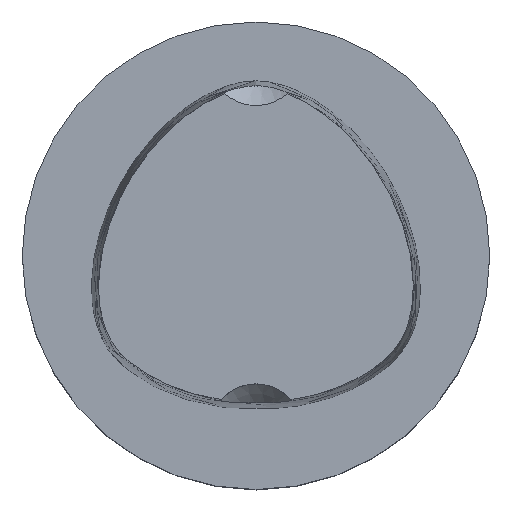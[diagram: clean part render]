
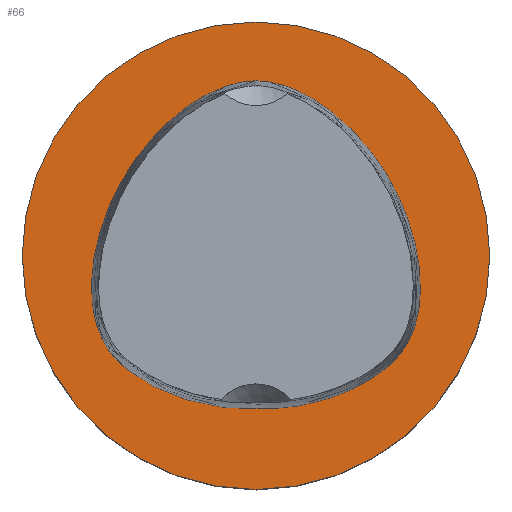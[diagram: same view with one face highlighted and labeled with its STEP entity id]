
A CAD part, top view. The second image highlights one B-rep face of the part: STEP entity #66.
In plain terms, the highlighted planar face has unit normal (0, 0, 1).
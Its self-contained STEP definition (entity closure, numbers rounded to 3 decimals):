
#60=EDGE_CURVE('240[2]',#162,#163,#164,.T.);
#66=ADVANCED_FACE('240[2]',(#172,#173),#174,.T.);
#79=EDGE_CURVE('240[2]',#163,#162,#194,.T.);
#124=EDGE_CURVE('240[2]',#255,#255,#256,.T.);
#162=VERTEX_POINT('',#291);
#163=VERTEX_POINT('',#292);
#164=B_SPLINE_CURVE_WITH_KNOTS('',3,(#293,#294,#295,#296,#297,#298,#299,#300,#301,#302,#303,#304,#305,#306,#307,#308,#309,#310,#311,#312,#313,#314,#315,#316,#317,#318,#319,#320,#321,#322,#323,#324,#325,#326,#327,#328,#329,#330,#331,#332,#333,#334,#335,#336,#337,#338,#339,#340),.UNSPECIFIED.,.T.,.F.,(4,2,2,2,2,2,2,2,2,2,2,2,2,2,2,2,2,2,2,2,2,2,2,4),(0.0,8.064,13.338,19.116,26.956,35.888,47.749,61.575,69.766,76.743,83.94,94.795,99.677,102.111,104.611,111.248,115.357,117.334,118.818,120.953,123.936,127.346,132.208,137.485),.UNSPECIFIED.);
#172=FACE_BOUND('',#350,.T.);
#173=FACE_OUTER_BOUND('',#351,.T.);
#174=PLANE('',#352);
#194=B_SPLINE_CURVE_WITH_KNOTS('',3,(#377,#378,#379,#380,#381,#382,#383,#384,#385,#386,#387,#388,#389,#390,#391,#392,#393,#394,#395,#396,#397,#398,#399,#400,#401,#402,#403,#404,#405,#406,#407,#408,#409,#410,#411,#412,#413,#414,#415,#416,#417,#418,#419,#420,#421,#422,#423,#424),.UNSPECIFIED.,.T.,.F.,(4,2,2,2,2,2,2,2,2,2,2,2,2,2,2,2,2,2,2,2,2,2,2,4),(0.0,8.064,13.338,19.116,26.956,35.888,47.749,61.575,69.766,76.743,83.94,94.795,99.677,102.111,104.611,111.248,115.357,117.334,118.818,120.953,123.936,127.346,132.208,137.485),.UNSPECIFIED.);
#255=VERTEX_POINT('',#1542);
#256=CIRCLE('',#1543,20.0);
#291=CARTESIAN_POINT('',(0.,-13.059,0.0));
#292=CARTESIAN_POINT('',(0.,14.963,0.0));
#293=CARTESIAN_POINT('',(-11.186,6.943,0.));
#294=CARTESIAN_POINT('',(-9.797,9.244,0.));
#295=CARTESIAN_POINT('',(-8.03,11.176,0.));
#296=CARTESIAN_POINT('',(-4.926,13.478,0.));
#297=CARTESIAN_POINT('',(-3.623,14.178,0.));
#298=CARTESIAN_POINT('',(-0.996,15.007,0.));
#299=CARTESIAN_POINT('',(0.05,14.986,0.));
#300=CARTESIAN_POINT('',(1.358,14.871,0.));
#301=CARTESIAN_POINT('',(2.23,14.672,0.));
#302=CARTESIAN_POINT('',(4.333,13.799,0.));
#303=CARTESIAN_POINT('',(5.599,13.066,0.));
#304=CARTESIAN_POINT('',(8.654,10.518,0.));
#305=CARTESIAN_POINT('',(10.16,8.698,0.));
#306=CARTESIAN_POINT('',(12.694,4.374,0.));
#307=CARTESIAN_POINT('',(13.573,1.858,0.));
#308=CARTESIAN_POINT('',(14.109,-1.981,0.));
#309=CARTESIAN_POINT('',(14.136,-3.502,0.));
#310=CARTESIAN_POINT('',(13.633,-6.174,0.));
#311=CARTESIAN_POINT('',(13.236,-7.068,0.));
#312=CARTESIAN_POINT('',(12.26,-8.563,0.));
#313=CARTESIAN_POINT('',(11.621,-9.24,0.));
#314=CARTESIAN_POINT('',(9.535,-10.851,0.));
#315=CARTESIAN_POINT('',(8.146,-11.514,0.));
#316=CARTESIAN_POINT('',(6.318,-12.192,0.));
#317=CARTESIAN_POINT('',(5.153,-12.606,0.));
#318=CARTESIAN_POINT('',(2.499,-13.03,0.));
#319=CARTESIAN_POINT('',(1.928,-13.061,0.));
#320=CARTESIAN_POINT('',(1.014,-13.076,0.));
#321=CARTESIAN_POINT('',(0.547,-13.061,0.));
#322=CARTESIAN_POINT('',(-1.179,-13.056,0.));
#323=CARTESIAN_POINT('',(-1.869,-13.154,0.));
#324=CARTESIAN_POINT('',(-4.728,-12.657,0.));
#325=CARTESIAN_POINT('',(-5.751,-12.391,0.));
#326=CARTESIAN_POINT('',(-7.341,-11.811,0.));
#327=CARTESIAN_POINT('',(-8.053,-11.531,0.));
#328=CARTESIAN_POINT('',(-9.309,-10.878,0.));
#329=CARTESIAN_POINT('',(-9.85,-10.546,0.));
#330=CARTESIAN_POINT('',(-11.367,-9.467,0.));
#331=CARTESIAN_POINT('',(-11.759,-9.087,0.));
#332=CARTESIAN_POINT('',(-12.3,-8.524,0.));
#333=CARTESIAN_POINT('',(-12.814,-7.921,0.));
#334=CARTESIAN_POINT('',(-13.823,-5.579,0.));
#335=CARTESIAN_POINT('',(-13.994,-4.402,0.));
#336=CARTESIAN_POINT('',(-14.116,-2.06,0.));
#337=CARTESIAN_POINT('',(-13.996,-0.413,0.));
#338=CARTESIAN_POINT('',(-12.954,3.588,0.));
#339=CARTESIAN_POINT('',(-12.096,5.438,0.));
#340=CARTESIAN_POINT('',(-11.186,6.943,0.));
#350=EDGE_LOOP('',(#1615,#1616));
#351=EDGE_LOOP('',(#1617));
#352=AXIS2_PLACEMENT_3D('',#1618,#1619,#1620);
#377=CARTESIAN_POINT('',(-11.186,6.943,0.));
#378=CARTESIAN_POINT('',(-9.797,9.244,0.));
#379=CARTESIAN_POINT('',(-8.03,11.176,0.));
#380=CARTESIAN_POINT('',(-4.926,13.478,0.));
#381=CARTESIAN_POINT('',(-3.623,14.178,0.));
#382=CARTESIAN_POINT('',(-0.996,15.007,0.));
#383=CARTESIAN_POINT('',(0.05,14.986,0.));
#384=CARTESIAN_POINT('',(1.358,14.871,0.));
#385=CARTESIAN_POINT('',(2.23,14.672,0.));
#386=CARTESIAN_POINT('',(4.333,13.799,0.));
#387=CARTESIAN_POINT('',(5.599,13.066,0.));
#388=CARTESIAN_POINT('',(8.654,10.518,0.));
#389=CARTESIAN_POINT('',(10.16,8.698,0.));
#390=CARTESIAN_POINT('',(12.694,4.374,0.));
#391=CARTESIAN_POINT('',(13.573,1.858,0.));
#392=CARTESIAN_POINT('',(14.109,-1.981,0.));
#393=CARTESIAN_POINT('',(14.136,-3.502,0.));
#394=CARTESIAN_POINT('',(13.633,-6.174,0.));
#395=CARTESIAN_POINT('',(13.236,-7.068,0.));
#396=CARTESIAN_POINT('',(12.26,-8.563,0.));
#397=CARTESIAN_POINT('',(11.621,-9.24,0.));
#398=CARTESIAN_POINT('',(9.535,-10.851,0.));
#399=CARTESIAN_POINT('',(8.146,-11.514,0.));
#400=CARTESIAN_POINT('',(6.318,-12.192,0.));
#401=CARTESIAN_POINT('',(5.153,-12.606,0.));
#402=CARTESIAN_POINT('',(2.499,-13.03,0.));
#403=CARTESIAN_POINT('',(1.928,-13.061,0.));
#404=CARTESIAN_POINT('',(1.014,-13.076,0.));
#405=CARTESIAN_POINT('',(0.547,-13.061,0.));
#406=CARTESIAN_POINT('',(-1.179,-13.056,0.));
#407=CARTESIAN_POINT('',(-1.869,-13.154,0.));
#408=CARTESIAN_POINT('',(-4.728,-12.657,0.));
#409=CARTESIAN_POINT('',(-5.751,-12.391,0.));
#410=CARTESIAN_POINT('',(-7.341,-11.811,0.));
#411=CARTESIAN_POINT('',(-8.053,-11.531,0.));
#412=CARTESIAN_POINT('',(-9.309,-10.878,0.));
#413=CARTESIAN_POINT('',(-9.85,-10.546,0.));
#414=CARTESIAN_POINT('',(-11.367,-9.467,0.));
#415=CARTESIAN_POINT('',(-11.759,-9.087,0.));
#416=CARTESIAN_POINT('',(-12.3,-8.524,0.));
#417=CARTESIAN_POINT('',(-12.814,-7.921,0.));
#418=CARTESIAN_POINT('',(-13.823,-5.579,0.));
#419=CARTESIAN_POINT('',(-13.994,-4.402,0.));
#420=CARTESIAN_POINT('',(-14.116,-2.06,0.));
#421=CARTESIAN_POINT('',(-13.996,-0.413,0.));
#422=CARTESIAN_POINT('',(-12.954,3.588,0.));
#423=CARTESIAN_POINT('',(-12.096,5.438,0.));
#424=CARTESIAN_POINT('',(-11.186,6.943,0.));
#1542=CARTESIAN_POINT('',(0.,20.0,0.));
#1543=AXIS2_PLACEMENT_3D('',#1698,#1699,#1700);
#1615=ORIENTED_EDGE('',*,*,#79,.T.);
#1616=ORIENTED_EDGE('',*,*,#60,.T.);
#1617=ORIENTED_EDGE('',*,*,#124,.F.);
#1618=CARTESIAN_POINT('',(0.,10.0,0.));
#1619=DIRECTION('',(0.,0.,1.0));
#1620=DIRECTION('',(1.0,0.,0.0));
#1698=CARTESIAN_POINT('',(0.0,0.0,0.0));
#1699=DIRECTION('',(0.,0.,-1.0));
#1700=DIRECTION('',(0.,1.0,0.));
